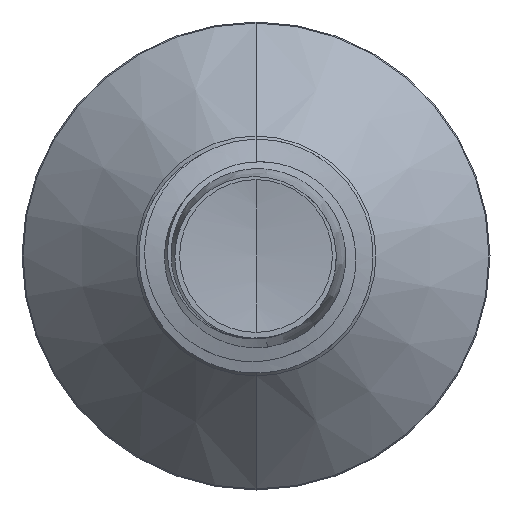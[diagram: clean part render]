
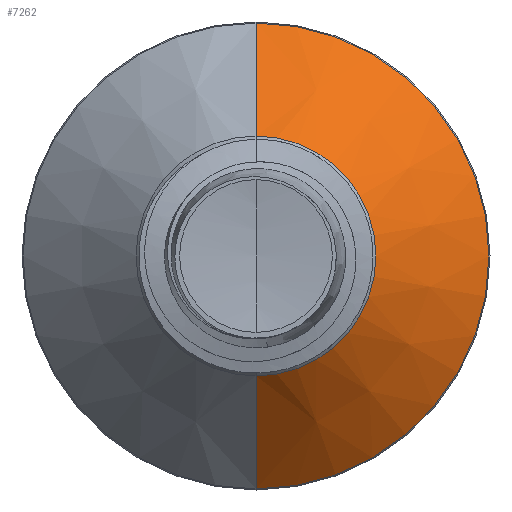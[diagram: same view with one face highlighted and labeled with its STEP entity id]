
A CAD part, front view. The second image highlights one B-rep face of the part: STEP entity #7262.
In plain terms, the highlighted conical face has half-angle 45 degrees and reference radius 2.563 mm.
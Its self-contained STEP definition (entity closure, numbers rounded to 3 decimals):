
#442 = FACE_OUTER_BOUND ( 'NONE', #4671, .T. ) ;
#1519 = ORIENTED_EDGE ( 'NONE', *, *, #6742, .F. ) ;
#2506 = CARTESIAN_POINT ( 'NONE',  ( 0., 2.313, 2.563 ) ) ;
#2625 = DIRECTION ( 'NONE',  ( 0., 0., 1. ) ) ;
#2632 = DIRECTION ( 'NONE',  ( 0., 1., 0. ) ) ;
#2635 = VERTEX_POINT ( 'NONE', #5966 ) ;
#2646 = CARTESIAN_POINT ( 'NONE',  ( 0., 2.313, 0. ) ) ;
#3256 = DIRECTION ( 'NONE',  ( 0., 0.707, -0.707 ) ) ;
#3365 = CARTESIAN_POINT ( 'NONE',  ( 0., 2.313, -2.563 ) ) ;
#3421 = DIRECTION ( 'NONE',  ( 0., 1., 0. ) ) ;
#3528 = CARTESIAN_POINT ( 'NONE',  ( 0., 2.313, 0. ) ) ;
#3545 = DIRECTION ( 'NONE',  ( 0., 0., 1. ) ) ;
#4183 = VECTOR ( 'NONE', #3256, 1000. ) ;
#4430 = LINE ( 'NONE', #9994, #6300 ) ;
#4497 = ORIENTED_EDGE ( 'NONE', *, *, #7276, .T. ) ;
#4499 = CARTESIAN_POINT ( 'NONE',  ( 0., 4.728, -4.978 ) ) ;
#4604 = AXIS2_PLACEMENT_3D ( 'NONE', #2646, #2632, #2625 ) ;
#4671 = EDGE_LOOP ( 'NONE', ( #6157, #4497, #1519, #8096 ) ) ;
#4811 = AXIS2_PLACEMENT_3D ( 'NONE', #3528, #3421, #3545 ) ;
#5099 = DIRECTION ( 'NONE',  ( 0., 0., 1. ) ) ;
#5183 = DIRECTION ( 'NONE',  ( 0., 1., 0. ) ) ;
#5217 = CARTESIAN_POINT ( 'NONE',  ( 0., 4.728, 4.978 ) ) ;
#5247 = CARTESIAN_POINT ( 'NONE',  ( 0., 4.728, 0. ) ) ;
#5487 = AXIS2_PLACEMENT_3D ( 'NONE', #5247, #5183, #5099 ) ;
#5890 = DIRECTION ( 'NONE',  ( 0., 0.707, 0.707 ) ) ;
#5931 = VERTEX_POINT ( 'NONE', #5217 ) ;
#5966 = CARTESIAN_POINT ( 'NONE',  ( 0., 2.313, -2.563 ) ) ;
#6157 = ORIENTED_EDGE ( 'NONE', *, *, #7440, .T. ) ;
#6300 = VECTOR ( 'NONE', #5890, 1000. ) ;
#6418 = VERTEX_POINT ( 'NONE', #4499 ) ;
#6742 = EDGE_CURVE ( 'NONE', #5931, #6418, #8145, .T. ) ;
#7184 = CONICAL_SURFACE ( 'NONE', #4811, 2.563, 0.785 ) ;
#7262 = ADVANCED_FACE ( 'NONE', ( #442 ), #7184, .T. ) ;
#7276 = EDGE_CURVE ( 'NONE', #2635, #6418, #8647, .T. ) ;
#7440 = EDGE_CURVE ( 'NONE', #7776, #2635, #10108, .T. ) ;
#7776 = VERTEX_POINT ( 'NONE', #2506 ) ;
#8096 = ORIENTED_EDGE ( 'NONE', *, *, #8990, .F. ) ;
#8145 = CIRCLE ( 'NONE', #5487, 4.978 ) ;
#8647 = LINE ( 'NONE', #3365, #4183 ) ;
#8990 = EDGE_CURVE ( 'NONE', #7776, #5931, #4430, .T. ) ;
#9994 = CARTESIAN_POINT ( 'NONE',  ( 0., 2.313, 2.563 ) ) ;
#10108 = CIRCLE ( 'NONE', #4604, 2.563 ) ;
